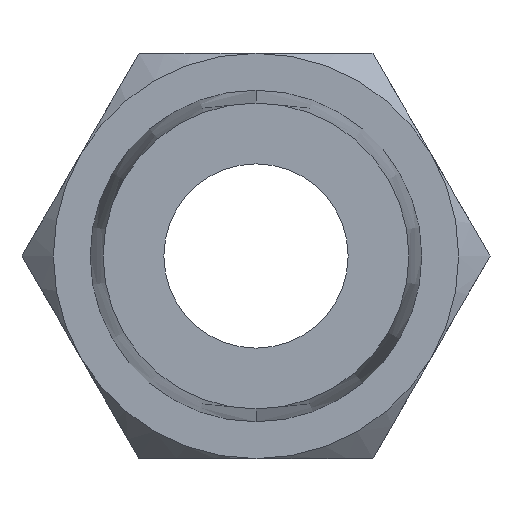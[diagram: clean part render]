
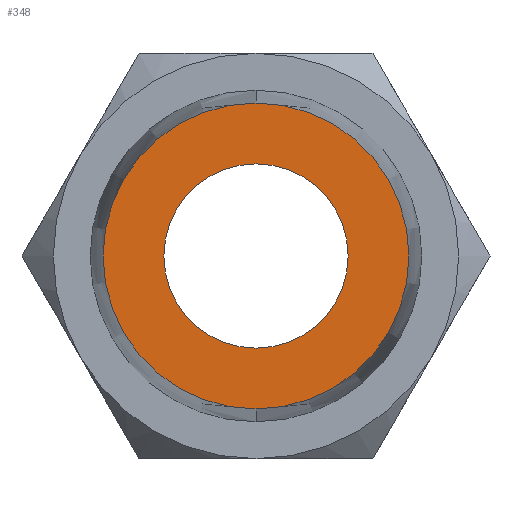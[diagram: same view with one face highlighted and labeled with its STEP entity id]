
A CAD part, left-side view. The second image highlights one B-rep face of the part: STEP entity #348.
In plain terms, the highlighted planar face has unit normal (-1, 0, 0).
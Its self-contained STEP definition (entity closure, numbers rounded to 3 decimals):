
#43 = CARTESIAN_POINT ( 'NONE',  ( 0., 0., 0. ) ) ;
#107 = ORIENTED_EDGE ( 'NONE', *, *, #1806, .T. ) ;
#287 = EDGE_CURVE ( 'NONE', #3929, #3733, #2957, .T. ) ;
#294 = ORIENTED_EDGE ( 'NONE', *, *, #1982, .T. ) ;
#348 = ADVANCED_FACE ( 'NONE', ( #2490, #1729 ), #997, .F. ) ;
#356 = CARTESIAN_POINT ( 'NONE',  ( 0., 0., -2.5 ) ) ;
#419 = DIRECTION ( 'NONE',  ( 0., 0., -1. ) ) ;
#425 = VERTEX_POINT ( 'NONE', #3583 ) ;
#543 = CARTESIAN_POINT ( 'NONE',  ( 0., 0., 0. ) ) ;
#893 = AXIS2_PLACEMENT_3D ( 'NONE', #2405, #3851, #3953 ) ;
#997 = PLANE ( 'NONE',  #2317 ) ;
#1012 = VERTEX_POINT ( 'NONE', #4854 ) ;
#1070 = DIRECTION ( 'NONE',  ( -1., 0., 0. ) ) ;
#1285 = CIRCLE ( 'NONE', #4248, 4.15 ) ;
#1580 = DIRECTION ( 'NONE',  ( 1., 0., 0. ) ) ;
#1615 = ORIENTED_EDGE ( 'NONE', *, *, #287, .T. ) ;
#1725 = EDGE_LOOP ( 'NONE', ( #4116, #107 ) ) ;
#1729 = FACE_OUTER_BOUND ( 'NONE', #1725, .T. ) ;
#1769 = AXIS2_PLACEMENT_3D ( 'NONE', #3424, #3024, #3453 ) ;
#1806 = EDGE_CURVE ( 'NONE', #425, #1012, #4011, .T. ) ;
#1982 = EDGE_CURVE ( 'NONE', #3733, #3929, #3447, .T. ) ;
#2062 = DIRECTION ( 'NONE',  ( 1., 0., 0. ) ) ;
#2175 = CARTESIAN_POINT ( 'NONE',  ( 0., 0., 2.5 ) ) ;
#2205 = DIRECTION ( 'NONE',  ( 0., 0., 1. ) ) ;
#2317 = AXIS2_PLACEMENT_3D ( 'NONE', #543, #2062, #4386 ) ;
#2405 = CARTESIAN_POINT ( 'NONE',  ( 0., 0., 0. ) ) ;
#2427 = EDGE_LOOP ( 'NONE', ( #294, #1615 ) ) ;
#2490 = FACE_BOUND ( 'NONE', #2427, .T. ) ;
#2647 = AXIS2_PLACEMENT_3D ( 'NONE', #43, #1580, #419 ) ;
#2957 = CIRCLE ( 'NONE', #2647, 2.5 ) ;
#3024 = DIRECTION ( 'NONE',  ( -1., 0., 0. ) ) ;
#3424 = CARTESIAN_POINT ( 'NONE',  ( 0., 0., 0. ) ) ;
#3447 = CIRCLE ( 'NONE', #893, 2.5 ) ;
#3453 = DIRECTION ( 'NONE',  ( 0., 0., 1. ) ) ;
#3583 = CARTESIAN_POINT ( 'NONE',  ( 0., 0., 4.15 ) ) ;
#3733 = VERTEX_POINT ( 'NONE', #2175 ) ;
#3751 = CARTESIAN_POINT ( 'NONE',  ( 0., 0., 0. ) ) ;
#3851 = DIRECTION ( 'NONE',  ( 1., 0., 0. ) ) ;
#3929 = VERTEX_POINT ( 'NONE', #356 ) ;
#3953 = DIRECTION ( 'NONE',  ( 0., 0., -1. ) ) ;
#4011 = CIRCLE ( 'NONE', #1769, 4.15 ) ;
#4116 = ORIENTED_EDGE ( 'NONE', *, *, #4592, .T. ) ;
#4248 = AXIS2_PLACEMENT_3D ( 'NONE', #3751, #1070, #2205 ) ;
#4386 = DIRECTION ( 'NONE',  ( 0., 0., -1. ) ) ;
#4592 = EDGE_CURVE ( 'NONE', #1012, #425, #1285, .T. ) ;
#4854 = CARTESIAN_POINT ( 'NONE',  ( 0., 0., -4.15 ) ) ;
